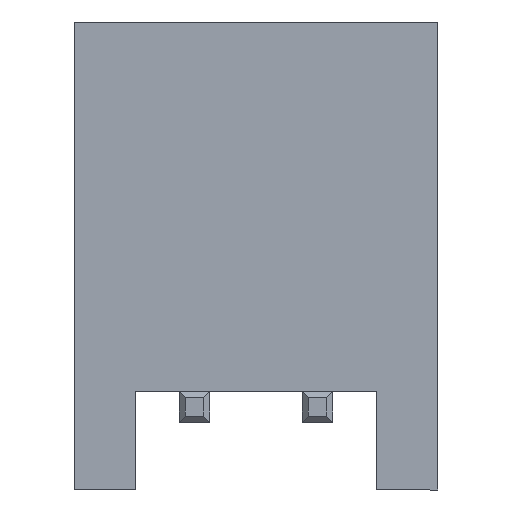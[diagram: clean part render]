
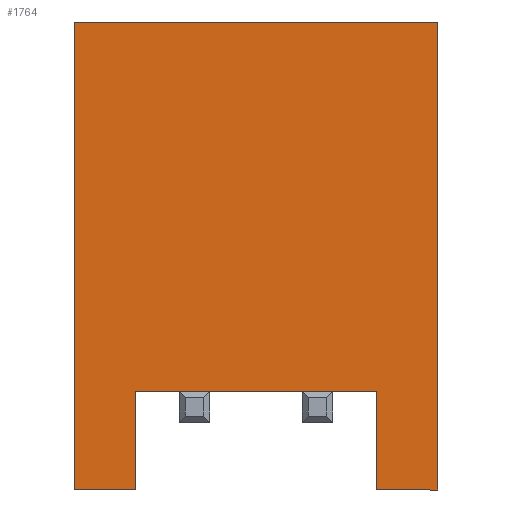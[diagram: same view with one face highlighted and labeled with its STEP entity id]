
A CAD part, front view. The second image highlights one B-rep face of the part: STEP entity #1764.
In plain terms, the highlighted planar face has unit normal (0, -1, 0).
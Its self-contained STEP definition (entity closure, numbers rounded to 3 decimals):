
#3 = CARTESIAN_POINT ( 'NONE',  ( -9.7, -6., 1.35 ) ) ;
#24 = LINE ( 'NONE', #2272, #2560 ) ;
#43 = CARTESIAN_POINT ( 'NONE',  ( -9., -6., 2.95 ) ) ;
#60 = VERTEX_POINT ( 'NONE', #143 ) ;
#92 = ORIENTED_EDGE ( 'NONE', *, *, #392, .F. ) ;
#105 = VECTOR ( 'NONE', #1976, 1000. ) ;
#122 = DIRECTION ( 'NONE',  ( -1., 0., 0. ) ) ;
#141 = LINE ( 'NONE', #203, #1263 ) ;
#143 = CARTESIAN_POINT ( 'NONE',  ( -10.7, -6., 1.35 ) ) ;
#203 = CARTESIAN_POINT ( 'NONE',  ( -10.7, -6., 1.35 ) ) ;
#293 = CARTESIAN_POINT ( 'NONE',  ( -9., -6., 2.95 ) ) ;
#329 = VERTEX_POINT ( 'NONE', #1146 ) ;
#334 = EDGE_CURVE ( 'NONE', #504, #835, #825, .T. ) ;
#383 = DIRECTION ( 'NONE',  ( 0., 1., 0. ) ) ;
#392 = EDGE_CURVE ( 'NONE', #2155, #835, #1251, .T. ) ;
#411 = CARTESIAN_POINT ( 'NONE',  ( 0., -6., 0. ) ) ;
#445 = DIRECTION ( 'NONE',  ( 0., 0., 1. ) ) ;
#466 = CARTESIAN_POINT ( 'NONE',  ( -4.8, -6., 8.95 ) ) ;
#504 = VERTEX_POINT ( 'NONE', #1647 ) ;
#532 = DIRECTION ( 'NONE',  ( 0., 0., 1. ) ) ;
#571 = LINE ( 'NONE', #2143, #2007 ) ;
#599 = ORIENTED_EDGE ( 'NONE', *, *, #2275, .F. ) ;
#694 = DIRECTION ( 'NONE',  ( -1., 0., 0. ) ) ;
#705 = LINE ( 'NONE', #3, #2142 ) ;
#766 = CARTESIAN_POINT ( 'NONE',  ( -4.8, -6., 2.95 ) ) ;
#789 = DIRECTION ( 'NONE',  ( 0., 0., -1. ) ) ;
#825 = LINE ( 'NONE', #2430, #1295 ) ;
#835 = VERTEX_POINT ( 'NONE', #2710 ) ;
#857 = PLANE ( 'NONE',  #1099 ) ;
#861 = VECTOR ( 'NONE', #532, 1000. ) ;
#882 = CARTESIAN_POINT ( 'NONE',  ( -9.7, -6., 1.35 ) ) ;
#945 = ORIENTED_EDGE ( 'NONE', *, *, #1090, .T. ) ;
#953 = ORIENTED_EDGE ( 'NONE', *, *, #2586, .T. ) ;
#960 = VERTEX_POINT ( 'NONE', #43 ) ;
#977 = EDGE_CURVE ( 'NONE', #1630, #1462, #705, .T. ) ;
#981 = CARTESIAN_POINT ( 'NONE',  ( -4.8, -6., 8.95 ) ) ;
#1010 = LINE ( 'NONE', #766, #2094 ) ;
#1058 = CARTESIAN_POINT ( 'NONE',  ( -5.8, -6., 1.35 ) ) ;
#1090 = EDGE_CURVE ( 'NONE', #1437, #329, #1010, .T. ) ;
#1099 = AXIS2_PLACEMENT_3D ( 'NONE', #411, #383, #1759 ) ;
#1136 = ORIENTED_EDGE ( 'NONE', *, *, #2401, .F. ) ;
#1146 = CARTESIAN_POINT ( 'NONE',  ( -7., -6., 2.95 ) ) ;
#1231 = ORIENTED_EDGE ( 'NONE', *, *, #1738, .T. ) ;
#1250 = ORIENTED_EDGE ( 'NONE', *, *, #1482, .F. ) ;
#1251 = LINE ( 'NONE', #1058, #105 ) ;
#1263 = VECTOR ( 'NONE', #1751, 1000. ) ;
#1295 = VECTOR ( 'NONE', #1752, 1000. ) ;
#1304 = CARTESIAN_POINT ( 'NONE',  ( -4.8, -6., 2.95 ) ) ;
#1418 = CARTESIAN_POINT ( 'NONE',  ( -4.8, -6., 1.35 ) ) ;
#1437 = VERTEX_POINT ( 'NONE', #2574 ) ;
#1462 = VERTEX_POINT ( 'NONE', #1510 ) ;
#1482 = EDGE_CURVE ( 'NONE', #1630, #60, #141, .T. ) ;
#1492 = CARTESIAN_POINT ( 'NONE',  ( -7., -6., 2.95 ) ) ;
#1506 = ORIENTED_EDGE ( 'NONE', *, *, #977, .T. ) ;
#1510 = CARTESIAN_POINT ( 'NONE',  ( -9.7, -6., 2.95 ) ) ;
#1534 = DIRECTION ( 'NONE',  ( 1., 0., 0. ) ) ;
#1595 = VECTOR ( 'NONE', #2809, 1000. ) ;
#1612 = EDGE_CURVE ( 'NONE', #1437, #960, #2336, .T. ) ;
#1625 = CARTESIAN_POINT ( 'NONE',  ( -10.7, -6., 8.95 ) ) ;
#1630 = VERTEX_POINT ( 'NONE', #882 ) ;
#1647 = CARTESIAN_POINT ( 'NONE',  ( -6.5, -6., 2.95 ) ) ;
#1653 = DIRECTION ( 'NONE',  ( 1., 0., 0. ) ) ;
#1738 = EDGE_CURVE ( 'NONE', #1462, #960, #1984, .T. ) ;
#1751 = DIRECTION ( 'NONE',  ( -1., 0., 0. ) ) ;
#1752 = DIRECTION ( 'NONE',  ( 1., 0., 0. ) ) ;
#1759 = DIRECTION ( 'NONE',  ( -1., 0., 0. ) ) ;
#1764 = ADVANCED_FACE ( 'NONE', ( #2434 ), #857, .F. ) ;
#1814 = DIRECTION ( 'NONE',  ( -1., 0., 0. ) ) ;
#1838 = VERTEX_POINT ( 'NONE', #1418 ) ;
#1851 = ORIENTED_EDGE ( 'NONE', *, *, #334, .T. ) ;
#1885 = VERTEX_POINT ( 'NONE', #2067 ) ;
#1890 = LINE ( 'NONE', #1625, #1595 ) ;
#1913 = ORIENTED_EDGE ( 'NONE', *, *, #2211, .T. ) ;
#1976 = DIRECTION ( 'NONE',  ( 0., 0., 1. ) ) ;
#1984 = LINE ( 'NONE', #1304, #2647 ) ;
#2007 = VECTOR ( 'NONE', #789, 1000. ) ;
#2067 = CARTESIAN_POINT ( 'NONE',  ( -10.7, -6., 8.95 ) ) ;
#2094 = VECTOR ( 'NONE', #1653, 1000. ) ;
#2107 = VECTOR ( 'NONE', #1814, 1000. ) ;
#2142 = VECTOR ( 'NONE', #445, 1000. ) ;
#2143 = CARTESIAN_POINT ( 'NONE',  ( -10.7, -6., 2.95 ) ) ;
#2155 = VERTEX_POINT ( 'NONE', #2337 ) ;
#2211 = EDGE_CURVE ( 'NONE', #2861, #1885, #1890, .T. ) ;
#2272 = CARTESIAN_POINT ( 'NONE',  ( -5.8, -6., 1.35 ) ) ;
#2275 = EDGE_CURVE ( 'NONE', #1838, #2155, #24, .T. ) ;
#2333 = LINE ( 'NONE', #981, #861 ) ;
#2336 = LINE ( 'NONE', #293, #2107 ) ;
#2337 = CARTESIAN_POINT ( 'NONE',  ( -5.8, -6., 1.35 ) ) ;
#2401 = EDGE_CURVE ( 'NONE', #504, #329, #2634, .T. ) ;
#2419 = EDGE_LOOP ( 'NONE', ( #1136, #1851, #92, #599, #2575, #1913, #953, #1250, #1506, #1231, #2525, #945 ) ) ;
#2430 = CARTESIAN_POINT ( 'NONE',  ( -4.8, -6., 2.95 ) ) ;
#2434 = FACE_OUTER_BOUND ( 'NONE', #2419, .T. ) ;
#2525 = ORIENTED_EDGE ( 'NONE', *, *, #1612, .F. ) ;
#2560 = VECTOR ( 'NONE', #694, 1000. ) ;
#2574 = CARTESIAN_POINT ( 'NONE',  ( -8.5, -6., 2.95 ) ) ;
#2575 = ORIENTED_EDGE ( 'NONE', *, *, #2957, .T. ) ;
#2586 = EDGE_CURVE ( 'NONE', #1885, #60, #571, .T. ) ;
#2634 = LINE ( 'NONE', #1492, #2959 ) ;
#2647 = VECTOR ( 'NONE', #1534, 1000. ) ;
#2710 = CARTESIAN_POINT ( 'NONE',  ( -5.8, -6., 2.95 ) ) ;
#2809 = DIRECTION ( 'NONE',  ( -1., 0., 0. ) ) ;
#2861 = VERTEX_POINT ( 'NONE', #466 ) ;
#2957 = EDGE_CURVE ( 'NONE', #1838, #2861, #2333, .T. ) ;
#2959 = VECTOR ( 'NONE', #122, 1000. ) ;
